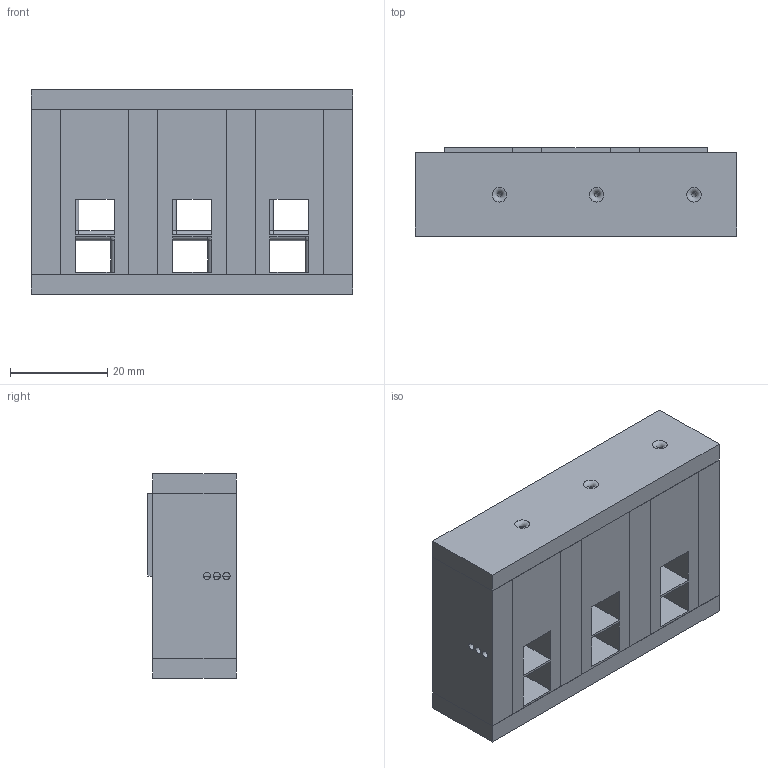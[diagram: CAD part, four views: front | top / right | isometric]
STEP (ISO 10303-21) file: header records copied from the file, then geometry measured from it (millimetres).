
FILE_DESCRIPTION(/* description */ ('STEP AP242','CAx-IF Rec.Pracs.---Representation and Presentation of Product Manufacturing Information (PMI)---4.0---2014-10-13','CAx-IF Rec.Pracs.---3D Tessellated Geometry---0.4---2014-09-14','2;1'),/* implementation_level */ '2;1');
FILE_NAME(/* name */ '67b5b91ca1326608475153f1',/* time_stamp */ '2025-02-19T10:57:33Z',/* author */ (''),/* organization */ (''),/* preprocessor_version */ 'ST-DEVELOPER v20',/* originating_system */ 'ONSHAPE BY PTC INC, 1.193',/* authorisation */ ' ');
FILE_SCHEMA (('AP242_MANAGED_MODEL_BASED_3D_ENGINEERING_MIM_LF { 1 0 10303 442 1 1 4 }'));
Length unit declared in the file: millimetre
Products named in the file (9): 1,5mm kan�le_Centerblock_Back; 1.5mm Kan�le_Grungbaustein_PLGInt_2; 1,5mm kan�le_Centerblock_Front; 1.5mm Kan�le_Grungbaustein_PLGInt; 1,5mm Kan�le_Centerblock2; 1.5mm Kan�le_Centerblock1; 1.5mm Kan�le_Seite Dauer1; 1.5mm Kan�le_Grungbaustein_PLGInt_1; 1,5mm Kan�le_Seite Dauer2
Bounding box: 66 x 18.2 x 42 mm (x, y, z)
Volume: 27717.6 mm3; surface area: 41515.7 mm2
Topology: 9 solids, 18 shells, 619 faces, 1755 edges, 1076 vertices
Faces by surface type: plane 294, cylinder 167, torus 90, bspline 68
Full cylindrical faces by diameter (mm): 1 x42, 1.5 x56, 2 x6, 3 x4, 3.6 x1
Entity records: 23408 total; most frequent: CARTESIAN_POINT 9173, ORIENTED_EDGE 2842, DIRECTION 2652, EDGE_CURVE 1421, VERTEX_POINT 1019, AXIS2_PLACEMENT_3D 963, EDGE_LOOP 892, FACE_BOUND 892
